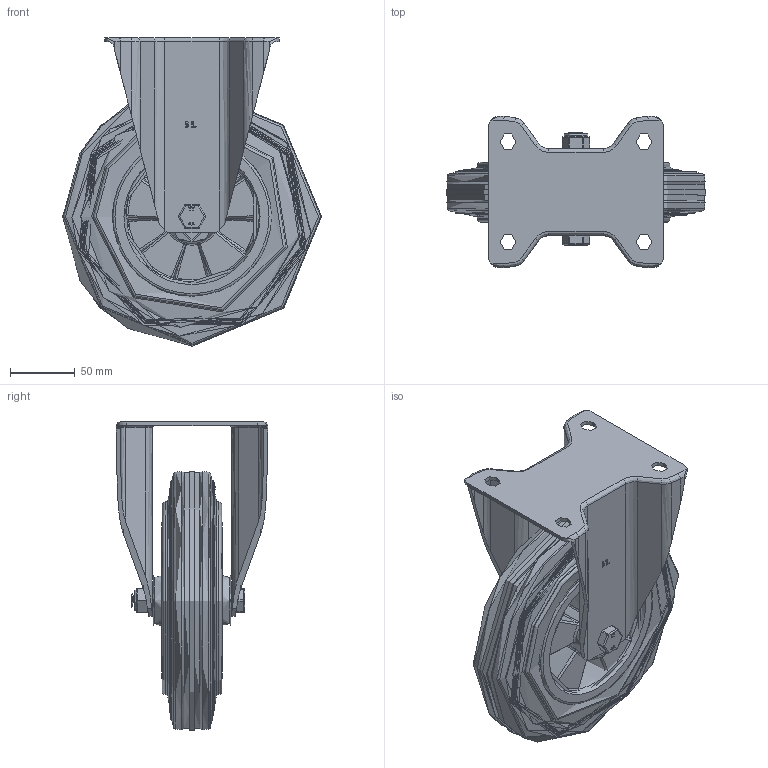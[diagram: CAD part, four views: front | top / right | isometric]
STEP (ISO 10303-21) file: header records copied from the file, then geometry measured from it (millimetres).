
FILE_DESCRIPTION(/* description */ ('','CAx-IF Rec.Pracs.---Representation and Presentation of Product Manufacturing Information (PMI)---4.0---2014-10-13'),/* implementation_level */ '2;1');
FILE_NAME(/* name */ 'BZWBF200GRB.step',/* time_stamp */ '2025-03-05T11:12:25Z',/* author */ (''),/* organization */ (''),/* preprocessor_version */ 'ST-DEVELOPER v20',/* originating_system */ 'Autodesk Translation Framework v13.20.0.188',/* authorisation */ '');
FILE_SCHEMA (('AP242_MANAGED_MODEL_BASED_3D_ENGINEERING_MIM_LF { 1 0 10303 442 1 1 4 }'));
Length unit declared in the file: millimetre
Products named in the file (21): BZWBF200GRB; BZWBF200AS v1; BZWBF200AS; ZINC PLATED, PRESSED STEEL BRACKET; BZH200WGRRB v1; POLYPROPYLENE RIM; POLYPROPYLENE RIM Geometry; CAP; ROLLER BEARING; Pattern; Component1; CAGE; RUBBER TYRE; TUBEM20X60 v1; ZINC PLATED STEEL TUBE; HEXBOLTM12X80Z8.8 v2; GRADE 8.8 ZINC PLATED BOLT; NYLOCM12Z v1; NYLOC NUT; NUT; RUBBER
Assembly tree (27 placements, depth 5):
  BZWBF200GRB
    BZWBF200AS v1
      BZWBF200AS
      ZINC PLATED, PRESSED STEEL BRACKET
    BZH200WGRRB v1
      POLYPROPYLENE RIM
        POLYPROPYLENE RIM Geometry
        CAP
      ROLLER BEARING
        Pattern
          Component1  x8
        CAGE
      RUBBER TYRE
    TUBEM20X60 v1
      ZINC PLATED STEEL TUBE
    HEXBOLTM12X80Z8.8 v2
      GRADE 8.8 ZINC PLATED BOLT
    NYLOCM12Z v1
      NYLOC NUT
        NUT
        RUBBER
Bounding box: 200 x 117 x 238 mm (x, y, z)
Volume: 1130715 mm3; surface area: 289956.7 mm2
Topology: 17 solids, 17 shells, 841 faces, 2088 edges, 1288 vertices
Faces by surface type: plane 230, bspline 228, cylinder 204, torus 67, sphere 58, cone 54
Full cylindrical faces by diameter (mm): 7.5 x8, 9.836 x18, 11.834 x18, 12 x3, 12.2 x2, 12.5 x1, 14 x2, 18 x1, 18.5 x1, 19.9 x1, 20 x3, 34 x1, 34.9 x1, 35 x1, 41 x2, 118 x2, 123 x2, 152.5 x2, 197.807 x2
Entity records: 72679 total; most frequent: CARTESIAN_POINT 53474, ORIENTED_EDGE 4124, DIRECTION 3617, EDGE_CURVE 2062, AXIS2_PLACEMENT_3D 1445, VERTEX_POINT 1274, EDGE_LOOP 874, FACE_OUTER_BOUND 820
